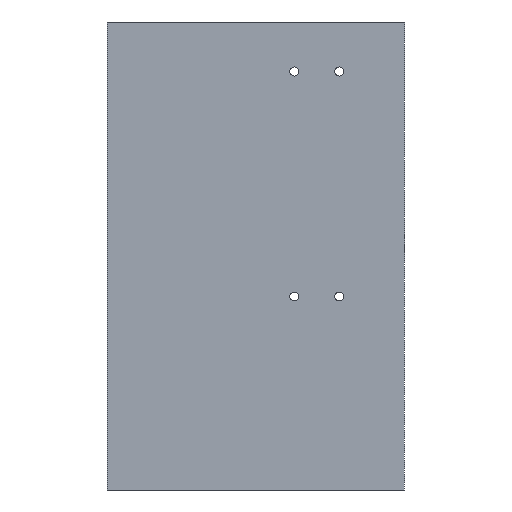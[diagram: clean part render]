
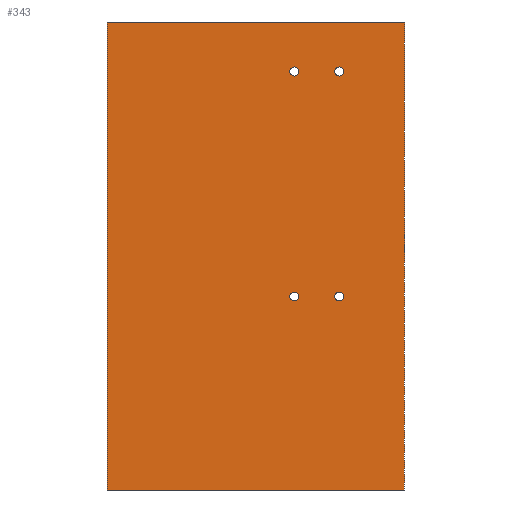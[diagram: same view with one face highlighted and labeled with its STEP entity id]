
A CAD part, front view. The second image highlights one B-rep face of the part: STEP entity #343.
In plain terms, the highlighted planar face has unit normal (0, -1, 0).
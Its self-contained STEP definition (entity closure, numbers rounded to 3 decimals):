
#3 = EDGE_CURVE ( 'NONE', #151, #464, #108, .T. ) ;
#6 = CARTESIAN_POINT ( 'NONE',  ( -33., 0., 52. ) ) ;
#14 = EDGE_CURVE ( 'NONE', #342, #368, #110, .T. ) ;
#15 = CIRCLE ( 'NONE', #357, 1. ) ;
#26 = CARTESIAN_POINT ( 'NONE',  ( -33., 0., -52. ) ) ;
#31 = CARTESIAN_POINT ( 'NONE',  ( 33., 0., 52. ) ) ;
#35 = CIRCLE ( 'NONE', #350, 1. ) ;
#39 = DIRECTION ( 'NONE',  ( 0., 0., 1. ) ) ;
#40 = AXIS2_PLACEMENT_3D ( 'NONE', #89, #101, #274 ) ;
#41 = DIRECTION ( 'NONE',  ( 0., 1., 0. ) ) ;
#63 = EDGE_CURVE ( 'NONE', #115, #151, #80, .T. ) ;
#70 = EDGE_CURVE ( 'NONE', #188, #145, #77, .T. ) ;
#71 = VECTOR ( 'NONE', #233, 1000. ) ;
#74 = DIRECTION ( 'NONE',  ( 0., 1., 0. ) ) ;
#77 = CIRCLE ( 'NONE', #91, 1. ) ;
#80 = LINE ( 'NONE', #31, #71 ) ;
#89 = CARTESIAN_POINT ( 'NONE',  ( 8.5, 0., -9. ) ) ;
#91 = AXIS2_PLACEMENT_3D ( 'NONE', #488, #240, #370 ) ;
#101 = DIRECTION ( 'NONE',  ( 0., 1., 0. ) ) ;
#108 = LINE ( 'NONE', #187, #114 ) ;
#110 = CIRCLE ( 'NONE', #40, 1. ) ;
#114 = VECTOR ( 'NONE', #168, 1000. ) ;
#115 = VERTEX_POINT ( 'NONE', #363 ) ;
#126 = EDGE_CURVE ( 'NONE', #457, #494, #35, .T. ) ;
#131 = ORIENTED_EDGE ( 'NONE', *, *, #339, .T. ) ;
#133 = DIRECTION ( 'NONE',  ( 0., 0., 1. ) ) ;
#134 = DIRECTION ( 'NONE',  ( 0., 1., 0. ) ) ;
#145 = VERTEX_POINT ( 'NONE', #459 ) ;
#147 = CIRCLE ( 'NONE', #255, 1. ) ;
#148 = DIRECTION ( 'NONE',  ( 1., 0., 0. ) ) ;
#150 = CARTESIAN_POINT ( 'NONE',  ( 18.5, 0., -8. ) ) ;
#151 = VERTEX_POINT ( 'NONE', #235 ) ;
#164 = CIRCLE ( 'NONE', #313, 1. ) ;
#168 = DIRECTION ( 'NONE',  ( -1., 0., 0. ) ) ;
#179 = EDGE_CURVE ( 'NONE', #389, #463, #15, .T. ) ;
#187 = CARTESIAN_POINT ( 'NONE',  ( -33., 0., -52. ) ) ;
#188 = VERTEX_POINT ( 'NONE', #407 ) ;
#190 = EDGE_LOOP ( 'NONE', ( #210, #410 ) ) ;
#194 = CARTESIAN_POINT ( 'NONE',  ( 18.5, 0., 41. ) ) ;
#204 = DIRECTION ( 'NONE',  ( 0., 0., 1. ) ) ;
#207 = DIRECTION ( 'NONE',  ( 0., 1., 0. ) ) ;
#210 = ORIENTED_EDGE ( 'NONE', *, *, #126, .T. ) ;
#214 = ORIENTED_EDGE ( 'NONE', *, *, #376, .F. ) ;
#221 = CARTESIAN_POINT ( 'NONE',  ( 18.5, 0., -10. ) ) ;
#223 = EDGE_LOOP ( 'NONE', ( #263, #475 ) ) ;
#227 = DIRECTION ( 'NONE',  ( 0., -1., 0. ) ) ;
#232 = CARTESIAN_POINT ( 'NONE',  ( -33., 0., 52. ) ) ;
#233 = DIRECTION ( 'NONE',  ( 0., 0., -1. ) ) ;
#235 = CARTESIAN_POINT ( 'NONE',  ( 33., 0., -52. ) ) ;
#240 = DIRECTION ( 'NONE',  ( 0., 1., 0. ) ) ;
#241 = FACE_BOUND ( 'NONE', #190, .T. ) ;
#247 = EDGE_LOOP ( 'NONE', ( #347, #270 ) ) ;
#255 = AXIS2_PLACEMENT_3D ( 'NONE', #302, #207, #273 ) ;
#256 = PLANE ( 'NONE',  #303 ) ;
#263 = ORIENTED_EDGE ( 'NONE', *, *, #70, .T. ) ;
#267 = DIRECTION ( 'NONE',  ( 0., 1., 0. ) ) ;
#268 = ORIENTED_EDGE ( 'NONE', *, *, #63, .F. ) ;
#270 = ORIENTED_EDGE ( 'NONE', *, *, #14, .T. ) ;
#273 = DIRECTION ( 'NONE',  ( 0., 0., 1. ) ) ;
#274 = DIRECTION ( 'NONE',  ( 0., 0., 1. ) ) ;
#276 = CARTESIAN_POINT ( 'NONE',  ( 8.5, 0., -8. ) ) ;
#279 = CARTESIAN_POINT ( 'NONE',  ( 8.5, 0., 41. ) ) ;
#281 = DIRECTION ( 'NONE',  ( 0., 0., 1. ) ) ;
#283 = EDGE_CURVE ( 'NONE', #494, #457, #164, .T. ) ;
#284 = DIRECTION ( 'NONE',  ( 0., 1., 0. ) ) ;
#291 = FACE_BOUND ( 'NONE', #460, .T. ) ;
#292 = EDGE_CURVE ( 'NONE', #145, #188, #377, .T. ) ;
#299 = FACE_BOUND ( 'NONE', #223, .T. ) ;
#302 = CARTESIAN_POINT ( 'NONE',  ( 8.5, 0., -9. ) ) ;
#303 = AXIS2_PLACEMENT_3D ( 'NONE', #369, #227, #409 ) ;
#305 = LINE ( 'NONE', #414, #439 ) ;
#309 = AXIS2_PLACEMENT_3D ( 'NONE', #194, #74, #204 ) ;
#313 = AXIS2_PLACEMENT_3D ( 'NONE', #408, #134, #400 ) ;
#317 = VERTEX_POINT ( 'NONE', #6 ) ;
#325 = CARTESIAN_POINT ( 'NONE',  ( 18.5, 0., 41. ) ) ;
#332 = LINE ( 'NONE', #232, #428 ) ;
#336 = AXIS2_PLACEMENT_3D ( 'NONE', #279, #41, #39 ) ;
#339 = EDGE_CURVE ( 'NONE', #463, #389, #440, .T. ) ;
#342 = VERTEX_POINT ( 'NONE', #344 ) ;
#343 = ADVANCED_FACE ( 'NONE', ( #291, #299, #241, #380, #495 ), #256, .T. ) ;
#344 = CARTESIAN_POINT ( 'NONE',  ( 8.5, 0., -10. ) ) ;
#347 = ORIENTED_EDGE ( 'NONE', *, *, #461, .T. ) ;
#350 = AXIS2_PLACEMENT_3D ( 'NONE', #423, #284, #281 ) ;
#357 = AXIS2_PLACEMENT_3D ( 'NONE', #325, #267, #415 ) ;
#363 = CARTESIAN_POINT ( 'NONE',  ( 33., 0., 52. ) ) ;
#368 = VERTEX_POINT ( 'NONE', #276 ) ;
#369 = CARTESIAN_POINT ( 'NONE',  ( 0., 0., 0. ) ) ;
#370 = DIRECTION ( 'NONE',  ( 0., 0., 1. ) ) ;
#376 = EDGE_CURVE ( 'NONE', #317, #115, #332, .T. ) ;
#377 = CIRCLE ( 'NONE', #336, 1. ) ;
#378 = CARTESIAN_POINT ( 'NONE',  ( 18.5, 0., 42. ) ) ;
#380 = FACE_BOUND ( 'NONE', #247, .T. ) ;
#381 = EDGE_CURVE ( 'NONE', #464, #317, #305, .T. ) ;
#389 = VERTEX_POINT ( 'NONE', #476 ) ;
#400 = DIRECTION ( 'NONE',  ( 0., 0., 1. ) ) ;
#407 = CARTESIAN_POINT ( 'NONE',  ( 8.5, 0., 42. ) ) ;
#408 = CARTESIAN_POINT ( 'NONE',  ( 18.5, 0., -9. ) ) ;
#409 = DIRECTION ( 'NONE',  ( 0., 0., -1. ) ) ;
#410 = ORIENTED_EDGE ( 'NONE', *, *, #283, .T. ) ;
#414 = CARTESIAN_POINT ( 'NONE',  ( -33., 0., 52. ) ) ;
#415 = DIRECTION ( 'NONE',  ( 0., 0., 1. ) ) ;
#418 = EDGE_LOOP ( 'NONE', ( #268, #214, #433, #438 ) ) ;
#423 = CARTESIAN_POINT ( 'NONE',  ( 18.5, 0., -9. ) ) ;
#428 = VECTOR ( 'NONE', #148, 1000. ) ;
#433 = ORIENTED_EDGE ( 'NONE', *, *, #381, .F. ) ;
#438 = ORIENTED_EDGE ( 'NONE', *, *, #3, .F. ) ;
#439 = VECTOR ( 'NONE', #133, 1000. ) ;
#440 = CIRCLE ( 'NONE', #309, 1. ) ;
#457 = VERTEX_POINT ( 'NONE', #150 ) ;
#459 = CARTESIAN_POINT ( 'NONE',  ( 8.5, 0., 40. ) ) ;
#460 = EDGE_LOOP ( 'NONE', ( #131, #479 ) ) ;
#461 = EDGE_CURVE ( 'NONE', #368, #342, #147, .T. ) ;
#463 = VERTEX_POINT ( 'NONE', #378 ) ;
#464 = VERTEX_POINT ( 'NONE', #26 ) ;
#475 = ORIENTED_EDGE ( 'NONE', *, *, #292, .T. ) ;
#476 = CARTESIAN_POINT ( 'NONE',  ( 18.5, 0., 40. ) ) ;
#479 = ORIENTED_EDGE ( 'NONE', *, *, #179, .T. ) ;
#488 = CARTESIAN_POINT ( 'NONE',  ( 8.5, 0., 41. ) ) ;
#494 = VERTEX_POINT ( 'NONE', #221 ) ;
#495 = FACE_OUTER_BOUND ( 'NONE', #418, .T. ) ;
